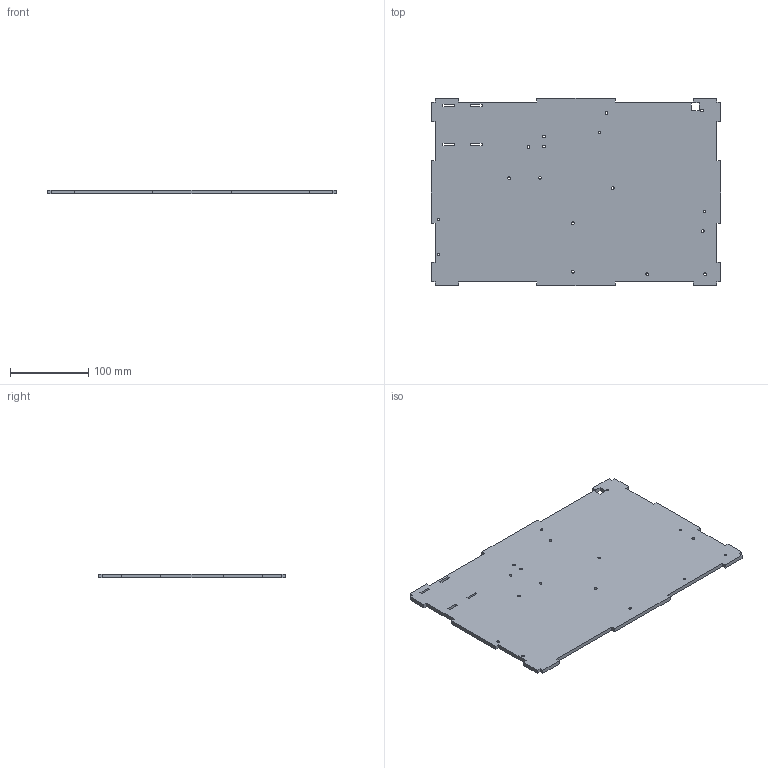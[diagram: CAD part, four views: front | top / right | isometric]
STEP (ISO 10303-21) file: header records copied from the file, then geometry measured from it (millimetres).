
FILE_DESCRIPTION(/* description */ (''),/* implementation_level */ '2;1');
FILE_NAME(/* name */ '1.1.step',/* time_stamp */ '2025-10-27T12:01:53+01:00',/* author */ (''),/* organization */ (''),/* preprocessor_version */ 'ST-DEVELOPER v20.1',/* originating_system */ 'Autodesk Translation Framework v14.17.0.0',/* authorisation */ '');
FILE_SCHEMA (('AUTOMOTIVE_DESIGN { 1 0 10303 214 3 1 1 }'));
Length unit declared in the file: millimetre
Products named in the file (1): 1
Bounding box: 370 x 240 x 5 mm (x, y, z)
Surface area: 357711.2 mm2
Topology: 2 solids, 2 shells, 166 faces, 486 edges, 324 vertices
Faces by surface type: plane 132, cylinder 34
Full cylindrical faces by diameter (mm): 3.3 x14, 3.4 x20
Entity records: 5666 total; most frequent: CARTESIAN_POINT 977, ORIENTED_EDGE 972, DIRECTION 888, EDGE_CURVE 486, LINE 418, VECTOR 418, VERTEX_POINT 324, EDGE_LOOP 254
